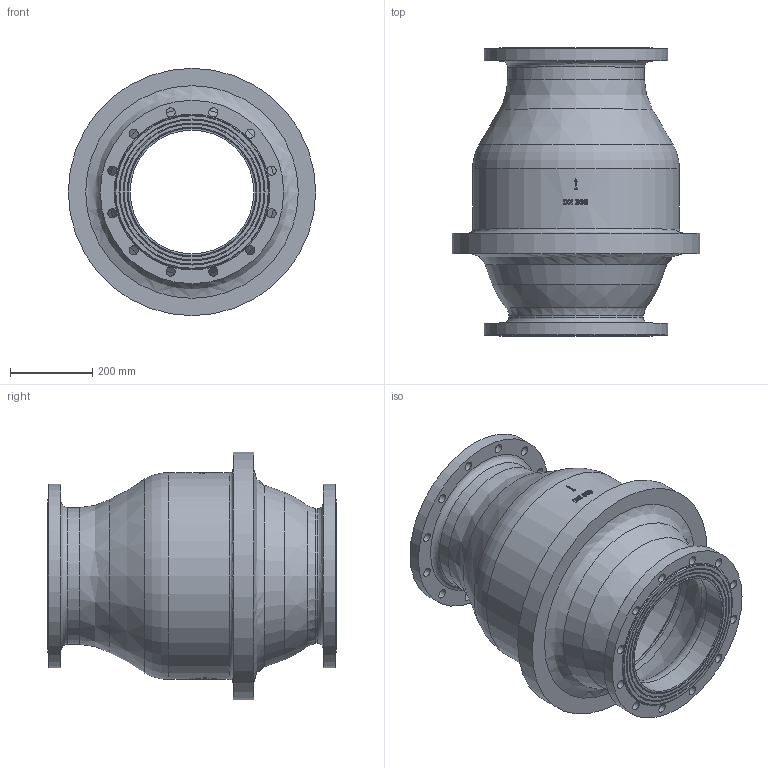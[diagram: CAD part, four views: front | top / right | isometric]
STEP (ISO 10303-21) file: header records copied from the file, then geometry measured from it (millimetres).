
FILE_DESCRIPTION((''),'2;1');
FILE_NAME('ONDASTOP DN 300 PN 10 SHAPE.stp','2018-10-26T11:14:31',('BonifantiL'),(''),'Autodesk Inventor 2008','Autodesk Inventor 2008','');
FILE_SCHEMA(('AUTOMOTIVE_DESIGN { 1 0 10303 214 1 1 1 1 }'));
Length unit declared in the file: millimetre
Products named in the file (1): ONDASTOP DN 300 PN 10 SHAPE
Bounding box: 600 x 700 x 600 mm (x, y, z)
Volume: 23272340.6 mm3; surface area: 2437926.6 mm2
Topology: 1 solids, 1 shells, 586 faces, 1558 edges, 1013 vertices
Faces by surface type: plane 293, bspline 187, cylinder 84, cone 19, torus 3
Full cylindrical faces by diameter (mm): 22 x24, 300 x2, 326 x1, 332 x1, 445 x2, 470 x1, 502 x1, 600 x1
Entity records: 21721 total; most frequent: CARTESIAN_POINT 8275, ORIENTED_EDGE 2930, DIRECTION 2410, EDGE_CURVE 1465, VERTEX_POINT 987, AXIS2_PLACEMENT_3D 895, EDGE_LOOP 742, VECTOR 620
